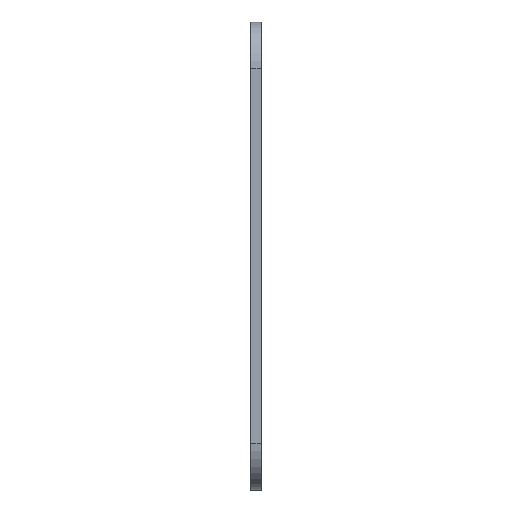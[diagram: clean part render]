
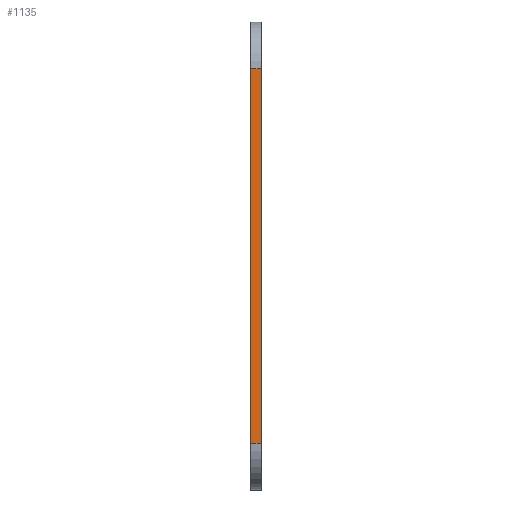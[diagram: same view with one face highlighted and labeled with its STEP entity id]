
A CAD part, left-side view. The second image highlights one B-rep face of the part: STEP entity #1135.
In plain terms, the highlighted planar face has unit normal (-1, 0, 0).
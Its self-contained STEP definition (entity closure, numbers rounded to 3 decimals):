
#62 = ORIENTED_EDGE ( 'NONE', *, *, #5398, .T. ) ;
#371 = EDGE_CURVE ( 'NONE', #7553, #6990, #5124, .T. ) ;
#809 = CARTESIAN_POINT ( 'NONE',  ( -72.5, 2.2, 40. ) ) ;
#985 = EDGE_CURVE ( 'NONE', #3690, #7553, #4665, .T. ) ;
#1135 = ADVANCED_FACE ( 'NONE', ( #7210 ), #4953, .F. ) ;
#1368 = CARTESIAN_POINT ( 'NONE',  ( -72.5, 2.2, -40. ) ) ;
#2094 = VECTOR ( 'NONE', #3483, 1000. ) ;
#2595 = DIRECTION ( 'NONE',  ( 1., 0., 0. ) ) ;
#2794 = CARTESIAN_POINT ( 'NONE',  ( -72.5, 2.2, -50. ) ) ;
#3269 = VERTEX_POINT ( 'NONE', #1368 ) ;
#3289 = DIRECTION ( 'NONE',  ( 0., 0., 1. ) ) ;
#3483 = DIRECTION ( 'NONE',  ( 0., 0., 1. ) ) ;
#3581 = CARTESIAN_POINT ( 'NONE',  ( -72.5, 2.2, -50. ) ) ;
#3690 = VERTEX_POINT ( 'NONE', #8067 ) ;
#3875 = ORIENTED_EDGE ( 'NONE', *, *, #371, .T. ) ;
#3879 = VECTOR ( 'NONE', #6741, 1000. ) ;
#4273 = LINE ( 'NONE', #3581, #2094 ) ;
#4665 = LINE ( 'NONE', #7662, #6828 ) ;
#4953 = PLANE ( 'NONE',  #8086 ) ;
#5124 = LINE ( 'NONE', #809, #3879 ) ;
#5398 = EDGE_CURVE ( 'NONE', #3269, #3690, #7953, .T. ) ;
#6055 = ORIENTED_EDGE ( 'NONE', *, *, #985, .T. ) ;
#6294 = ORIENTED_EDGE ( 'NONE', *, *, #6942, .F. ) ;
#6374 = DIRECTION ( 'NONE',  ( 0., 0., -1. ) ) ;
#6565 = CARTESIAN_POINT ( 'NONE',  ( -72.5, 2.2, 40. ) ) ;
#6570 = CARTESIAN_POINT ( 'NONE',  ( -72.5, 2.2, -40. ) ) ;
#6741 = DIRECTION ( 'NONE',  ( 0., 1., 0. ) ) ;
#6828 = VECTOR ( 'NONE', #3289, 1000. ) ;
#6920 = CARTESIAN_POINT ( 'NONE',  ( -72.5, 0., 40. ) ) ;
#6942 = EDGE_CURVE ( 'NONE', #3269, #6990, #4273, .T. ) ;
#6990 = VERTEX_POINT ( 'NONE', #6565 ) ;
#7210 = FACE_OUTER_BOUND ( 'NONE', #8269, .T. ) ;
#7553 = VERTEX_POINT ( 'NONE', #6920 ) ;
#7662 = CARTESIAN_POINT ( 'NONE',  ( -72.5, 0., -50. ) ) ;
#7800 = VECTOR ( 'NONE', #9560, 1000. ) ;
#7953 = LINE ( 'NONE', #6570, #7800 ) ;
#8067 = CARTESIAN_POINT ( 'NONE',  ( -72.5, 0., -40. ) ) ;
#8086 = AXIS2_PLACEMENT_3D ( 'NONE', #2794, #2595, #6374 ) ;
#8269 = EDGE_LOOP ( 'NONE', ( #6055, #3875, #6294, #62 ) ) ;
#9560 = DIRECTION ( 'NONE',  ( 0., -1., 0. ) ) ;
